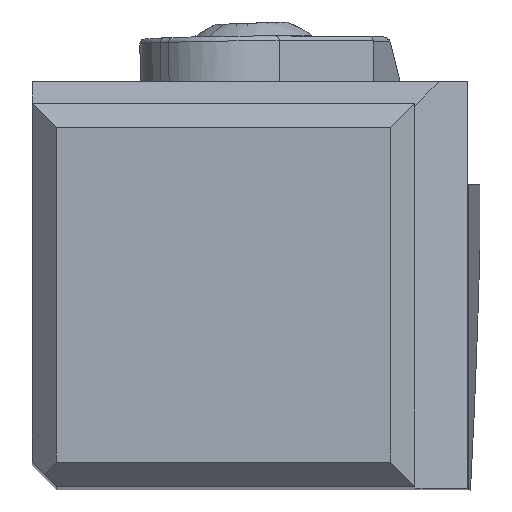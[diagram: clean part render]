
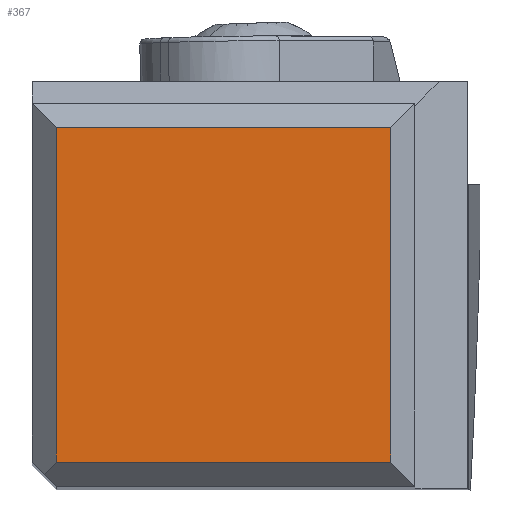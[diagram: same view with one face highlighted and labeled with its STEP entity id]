
A CAD part, top view. The second image highlights one B-rep face of the part: STEP entity #367.
In plain terms, the highlighted planar face has unit normal (0, 0, 1).
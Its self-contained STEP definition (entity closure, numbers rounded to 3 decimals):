
#205=FACE_OUTER_BOUND('',#637,.T.);
#367=ADVANCED_FACE('',(#205),#528,.T.);
#528=PLANE('',#3389);
#637=EDGE_LOOP('',(#1708,#1709,#1710,#1711));
#1097=LINE('',#5221,#1322);
#1100=LINE('',#5227,#1325);
#1105=LINE('',#5236,#1330);
#1106=LINE('',#5238,#1331);
#1322=VECTOR('',#3951,1.);
#1325=VECTOR('',#3956,1.);
#1330=VECTOR('',#3963,1.);
#1331=VECTOR('',#3966,1.);
#1708=ORIENTED_EDGE('',*,*,#2858,.T.);
#1709=ORIENTED_EDGE('',*,*,#2859,.F.);
#1710=ORIENTED_EDGE('',*,*,#2850,.F.);
#1711=ORIENTED_EDGE('',*,*,#2853,.F.);
#2499=VERTEX_POINT('',#5222);
#2500=VERTEX_POINT('',#5223);
#2501=VERTEX_POINT('',#5228);
#2503=VERTEX_POINT('',#5235);
#2850=EDGE_CURVE('',#2499,#2500,#1097,.T.);
#2853=EDGE_CURVE('',#2501,#2499,#1100,.T.);
#2858=EDGE_CURVE('',#2501,#2503,#1105,.T.);
#2859=EDGE_CURVE('',#2500,#2503,#1106,.T.);
#3389=AXIS2_PLACEMENT_3D('',#5239,#3967,#3968);
#3951=DIRECTION('',(-1.,0.,0.));
#3956=DIRECTION('',(0.,-1.,0.));
#3963=DIRECTION('',(-1.,0.,0.));
#3966=DIRECTION('',(0.,1.,0.));
#3967=DIRECTION('',(0.,0.,1.));
#3968=DIRECTION('',(-1.,0.,0.));
#5221=CARTESIAN_POINT('',(14.875,1.,0.));
#5222=CARTESIAN_POINT('',(14.875,1.,0.));
#5223=CARTESIAN_POINT('',(1.,1.,0.));
#5227=CARTESIAN_POINT('',(14.875,14.875,0.));
#5228=CARTESIAN_POINT('',(14.875,14.875,0.));
#5235=CARTESIAN_POINT('',(1.,14.875,0.));
#5236=CARTESIAN_POINT('',(14.875,14.875,0.));
#5238=CARTESIAN_POINT('',(1.,1.,0.));
#5239=CARTESIAN_POINT('',(7.938,7.938,0.));
